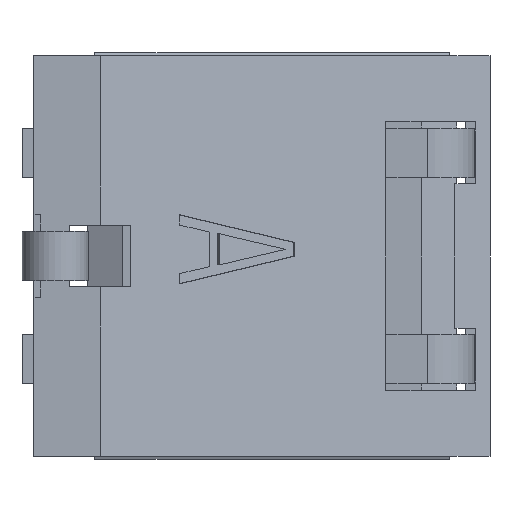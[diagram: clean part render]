
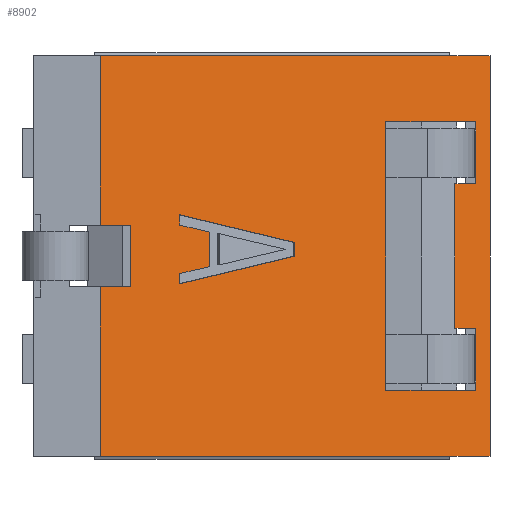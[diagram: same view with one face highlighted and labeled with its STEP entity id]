
A CAD part, left-side view. The second image highlights one B-rep face of the part: STEP entity #8902.
In plain terms, the highlighted planar face has unit normal (-0.924, -0.383, 0).
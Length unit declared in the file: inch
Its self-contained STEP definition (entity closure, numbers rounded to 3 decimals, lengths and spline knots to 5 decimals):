
#957=DIRECTION('',(-0.383,0.924,0.));
#958=VECTOR('',#957,0.04708);
#959=CARTESIAN_POINT('',(-0.03361,-0.0985,0.032));
#960=LINE('',#959,#958);
#1206=DIRECTION('',(0.,0.,-1.));
#1207=VECTOR('',#1206,0.082);
#1208=CARTESIAN_POINT('',(-0.109,0.0835,0.194));
#1209=LINE('',#1208,#1207);
#1218=DIRECTION('',(0.,0.,-1.));
#1219=VECTOR('',#1218,0.082);
#1220=CARTESIAN_POINT('',(-0.109,0.0835,0.082));
#1221=LINE('',#1220,#1219);
#1430=DIRECTION('',(0.383,-0.924,0.));
#1431=VECTOR('',#1430,0.20457);
#1432=CARTESIAN_POINT('',(-0.109,0.0835,0.));
#1433=LINE('',#1432,#1431);
#1450=DIRECTION('',(0.,0.,-1.));
#1451=VECTOR('',#1450,0.194);
#1452=CARTESIAN_POINT('',(-0.03071,-0.1055,0.194));
#1453=LINE('',#1452,#1451);
#1454=DIRECTION('',(-0.374,0.902,0.217));
#1455=VECTOR('',#1454,0.06183);
#1456=CARTESIAN_POINT('',(-0.06987,-0.01098,
0.10359));
#1457=LINE('',#1456,#1455);
#1458=DIRECTION('',(0.374,-0.903,-0.213));
#1459=VECTOR('',#1458,0.01577);
#1460=CARTESIAN_POINT('',(-0.09296,0.04479,
0.11197));
#1461=LINE('',#1460,#1459);
#1462=DIRECTION('',(-0.374,0.903,-0.213));
#1463=VECTOR('',#1462,0.01577);
#1464=CARTESIAN_POINT('',(-0.08707,0.03055,
0.09185));
#1465=LINE('',#1464,#1463);
#1466=DIRECTION('',(0.374,-0.902,0.217));
#1467=VECTOR('',#1466,0.06183);
#1468=CARTESIAN_POINT('',(-0.09296,0.04479,
0.08347));
#1469=LINE('',#1468,#1467);
#1470=DIRECTION('',(0.,0.,1.));
#1471=VECTOR('',#1470,0.03);
#1472=CARTESIAN_POINT('',(-0.03361,-0.0985,0.032));
#1473=LINE('',#1472,#1471);
#1474=DIRECTION('',(0.,0.,1.));
#1475=VECTOR('',#1474,0.03);
#1476=CARTESIAN_POINT('',(-0.03361,-0.0985,0.132));
#1477=LINE('',#1476,#1475);
#1478=DIRECTION('',(0.,0.,-1.));
#1479=VECTOR('',#1478,0.13);
#1480=CARTESIAN_POINT('',(-0.05163,-0.055,0.162));
#1481=LINE('',#1480,#1479);
#1490=DIRECTION('',(-0.383,0.924,0.));
#1491=VECTOR('',#1490,0.01624);
#1492=CARTESIAN_POINT('',(-0.10279,0.0685,0.082));
#1493=LINE('',#1492,#1491);
#1542=DIRECTION('',(0.383,-0.924,0.));
#1543=VECTOR('',#1542,0.01624);
#1544=CARTESIAN_POINT('',(-0.109,0.0835,0.112));
#1545=LINE('',#1544,#1543);
#1717=DIRECTION('',(0.383,-0.924,0.));
#1718=VECTOR('',#1717,0.04708);
#1719=CARTESIAN_POINT('',(-0.05163,-0.055,0.162));
#1720=LINE('',#1719,#1718);
#1952=DIRECTION('',(-0.383,0.924,0.));
#1953=VECTOR('',#1952,0.20457);
#1954=CARTESIAN_POINT('',(-0.03071,-0.1055,0.194));
#1955=LINE('',#1954,#1953);
#2048=DIRECTION('',(0.383,-0.924,0.));
#2049=VECTOR('',#2048,0.01082);
#2050=CARTESIAN_POINT('',(-0.03776,-0.0885,0.062));
#2051=LINE('',#2050,#2049);
#2068=DIRECTION('',(0.,0.,-1.));
#2069=VECTOR('',#2068,0.07);
#2070=CARTESIAN_POINT('',(-0.03776,-0.0885,0.132));
#2071=LINE('',#2070,#2069);
#2084=DIRECTION('',(-0.383,0.924,0.));
#2085=VECTOR('',#2084,0.01082);
#2086=CARTESIAN_POINT('',(-0.03361,-0.0985,0.132));
#2087=LINE('',#2086,#2085);
#5126=DIRECTION('',(0.,0.,-1.));
#5127=VECTOR('',#5126,0.03);
#5128=CARTESIAN_POINT('',(-0.10279,0.0685,0.112));
#5129=LINE('',#5128,#5127);
#5130=DIRECTION('',(0.,0.,-1.));
#5131=VECTOR('',#5130,0.00671);
#5132=CARTESIAN_POINT('',(-0.06987,-0.01098,
0.10359));
#5133=LINE('',#5132,#5131);
#5142=DIRECTION('',(0.,0.,1.));
#5143=VECTOR('',#5142,0.00503);
#5144=CARTESIAN_POINT('',(-0.09296,0.04479,
0.08347));
#5145=LINE('',#5144,#5143);
#5154=DIRECTION('',(0.,0.,1.));
#5155=VECTOR('',#5154,0.01677);
#5156=CARTESIAN_POINT('',(-0.08707,0.03055,
0.09185));
#5157=LINE('',#5156,#5155);
#5166=DIRECTION('',(0.,0.,1.));
#5167=VECTOR('',#5166,0.00503);
#5168=CARTESIAN_POINT('',(-0.09296,0.04479,
0.11197));
#5169=LINE('',#5168,#5167);
#6251=CARTESIAN_POINT('',(-0.03776,-0.0885,0.132));
#6252=VERTEX_POINT('',#6251);
#6253=CARTESIAN_POINT('',(-0.03776,-0.0885,0.062));
#6254=VERTEX_POINT('',#6253);
#6453=CARTESIAN_POINT('',(-0.109,0.0835,0.194));
#6454=VERTEX_POINT('',#6453);
#6455=CARTESIAN_POINT('',(-0.109,0.0835,0.112));
#6456=VERTEX_POINT('',#6455);
#6465=CARTESIAN_POINT('',(-0.109,0.0835,0.082));
#6466=VERTEX_POINT('',#6465);
#6467=CARTESIAN_POINT('',(-0.109,0.0835,0.));
#6468=VERTEX_POINT('',#6467);
#6571=CARTESIAN_POINT('',(-0.03071,-0.1055,0.194));
#6572=VERTEX_POINT('',#6571);
#6591=CARTESIAN_POINT('',(-0.03361,-0.0985,0.032));
#6592=VERTEX_POINT('',#6591);
#6593=CARTESIAN_POINT('',(-0.05163,-0.055,0.032));
#6594=VERTEX_POINT('',#6593);
#6617=CARTESIAN_POINT('',(-0.10279,0.0685,0.112));
#6618=VERTEX_POINT('',#6617);
#6631=CARTESIAN_POINT('',(-0.03071,-0.1055,0.));
#6632=VERTEX_POINT('',#6631);
#6643=CARTESIAN_POINT('',(-0.10279,0.0685,0.082));
#6644=VERTEX_POINT('',#6643);
#6645=CARTESIAN_POINT('',(-0.06987,-0.01098,
0.10359));
#6646=CARTESIAN_POINT('',(-0.06987,-0.01098,
0.09688));
#6647=VERTEX_POINT('',#6645);
#6648=VERTEX_POINT('',#6646);
#6649=CARTESIAN_POINT('',(-0.09296,0.04479,
0.117));
#6650=VERTEX_POINT('',#6649);
#6651=CARTESIAN_POINT('',(-0.09296,0.04479,
0.11197));
#6652=VERTEX_POINT('',#6651);
#6653=CARTESIAN_POINT('',(-0.08707,0.03055,
0.10862));
#6654=VERTEX_POINT('',#6653);
#6655=CARTESIAN_POINT('',(-0.08707,0.03055,
0.09185));
#6656=VERTEX_POINT('',#6655);
#6657=CARTESIAN_POINT('',(-0.09296,0.04479,
0.0885));
#6658=VERTEX_POINT('',#6657);
#6659=CARTESIAN_POINT('',(-0.09296,0.04479,
0.08347));
#6660=VERTEX_POINT('',#6659);
#6661=CARTESIAN_POINT('',(-0.03361,-0.0985,0.062));
#6662=VERTEX_POINT('',#6661);
#6663=CARTESIAN_POINT('',(-0.03361,-0.0985,0.132));
#6664=VERTEX_POINT('',#6663);
#6665=CARTESIAN_POINT('',(-0.03361,-0.0985,0.162));
#6666=VERTEX_POINT('',#6665);
#6667=CARTESIAN_POINT('',(-0.05163,-0.055,0.162));
#6668=VERTEX_POINT('',#6667);
#8847=CARTESIAN_POINT('',(-0.109,0.0835,0.));
#8848=DIRECTION('',(-0.924,-0.383,0.));
#8849=DIRECTION('',(0.383,-0.924,0.));
#8850=AXIS2_PLACEMENT_3D('',#8847,#8848,#8849);
#8851=PLANE('',#8850);
#8852=ORIENTED_EDGE('',*,*,#8548,.F.);
#8854=ORIENTED_EDGE('',*,*,#8853,.F.);
#8856=ORIENTED_EDGE('',*,*,#8855,.F.);
#8858=ORIENTED_EDGE('',*,*,#8857,.F.);
#8859=ORIENTED_EDGE('',*,*,#8533,.F.);
#8861=ORIENTED_EDGE('',*,*,#8860,.F.);
#8863=ORIENTED_EDGE('',*,*,#8862,.T.);
#8864=ORIENTED_EDGE('',*,*,#8823,.F.);
#8865=EDGE_LOOP('',(#8852,#8854,#8856,#8858,#8859,#8861,#8863,#8864));
#8866=FACE_OUTER_BOUND('',#8865,.F.);
#8868=ORIENTED_EDGE('',*,*,#8867,.F.);
#8870=ORIENTED_EDGE('',*,*,#8869,.T.);
#8872=ORIENTED_EDGE('',*,*,#8871,.F.);
#8874=ORIENTED_EDGE('',*,*,#8873,.T.);
#8876=ORIENTED_EDGE('',*,*,#8875,.F.);
#8878=ORIENTED_EDGE('',*,*,#8877,.T.);
#8880=ORIENTED_EDGE('',*,*,#8879,.F.);
#8882=ORIENTED_EDGE('',*,*,#8881,.T.);
#8883=EDGE_LOOP('',(#8868,#8870,#8872,#8874,#8876,#8878,#8880,#8882));
#8884=FACE_BOUND('',#8883,.F.);
#8886=ORIENTED_EDGE('',*,*,#8885,.T.);
#8888=ORIENTED_EDGE('',*,*,#8887,.F.);
#8890=ORIENTED_EDGE('',*,*,#8889,.F.);
#8892=ORIENTED_EDGE('',*,*,#8891,.F.);
#8894=ORIENTED_EDGE('',*,*,#8893,.T.);
#8896=ORIENTED_EDGE('',*,*,#8895,.F.);
#8898=ORIENTED_EDGE('',*,*,#8897,.T.);
#8899=ORIENTED_EDGE('',*,*,#8232,.F.);
#8900=EDGE_LOOP('',(#8886,#8888,#8890,#8892,#8894,#8896,#8898,#8899));
#8901=FACE_BOUND('',#8900,.F.);
#8902=ADVANCED_FACE('',(#8866,#8884,#8901),#8851,.T.);
#8232=EDGE_CURVE('',#6592,#6594,#960,.T.);
#8533=EDGE_CURVE('',#6454,#6456,#1209,.T.);
#8548=EDGE_CURVE('',#6466,#6468,#1221,.T.);
#8823=EDGE_CURVE('',#6468,#6632,#1433,.T.);
#8853=EDGE_CURVE('',#6644,#6466,#1493,.T.);
#8855=EDGE_CURVE('',#6618,#6644,#5129,.T.);
#8857=EDGE_CURVE('',#6456,#6618,#1545,.T.);
#8860=EDGE_CURVE('',#6572,#6454,#1955,.T.);
#8862=EDGE_CURVE('',#6572,#6632,#1453,.T.);
#8867=EDGE_CURVE('',#6647,#6648,#5133,.T.);
#8869=EDGE_CURVE('',#6647,#6650,#1457,.T.);
#8871=EDGE_CURVE('',#6652,#6650,#5169,.T.);
#8873=EDGE_CURVE('',#6652,#6654,#1461,.T.);
#8875=EDGE_CURVE('',#6656,#6654,#5157,.T.);
#8877=EDGE_CURVE('',#6656,#6658,#1465,.T.);
#8879=EDGE_CURVE('',#6660,#6658,#5145,.T.);
#8881=EDGE_CURVE('',#6660,#6648,#1469,.T.);
#8885=EDGE_CURVE('',#6592,#6662,#1473,.T.);
#8887=EDGE_CURVE('',#6254,#6662,#2051,.T.);
#8889=EDGE_CURVE('',#6252,#6254,#2071,.T.);
#8891=EDGE_CURVE('',#6664,#6252,#2087,.T.);
#8893=EDGE_CURVE('',#6664,#6666,#1477,.T.);
#8895=EDGE_CURVE('',#6668,#6666,#1720,.T.);
#8897=EDGE_CURVE('',#6668,#6594,#1481,.T.);
